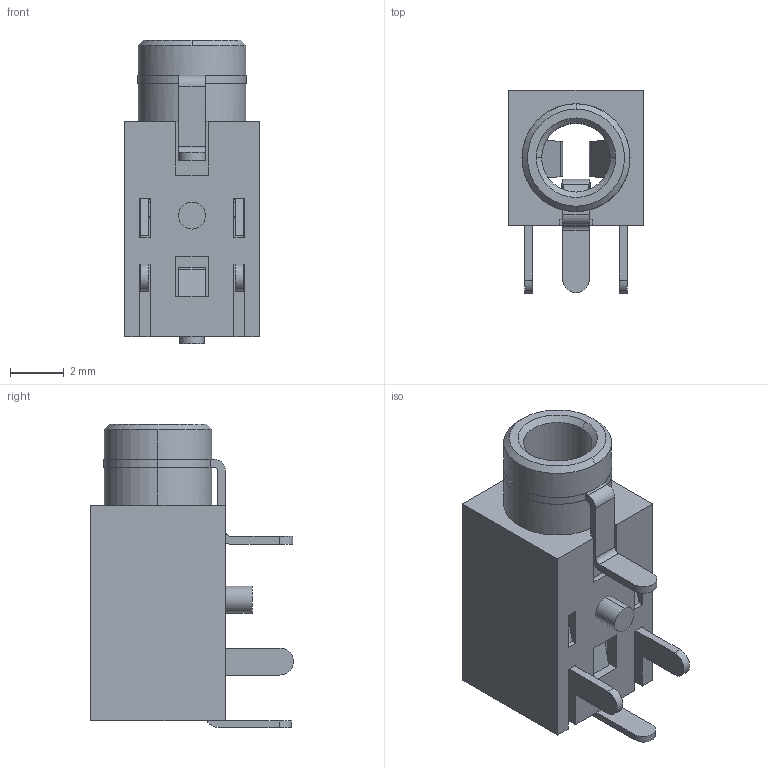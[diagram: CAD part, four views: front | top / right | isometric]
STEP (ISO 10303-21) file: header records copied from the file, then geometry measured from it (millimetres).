
FILE_DESCRIPTION (( 'STEP AP214' ), '1' );
FILE_NAME ('Same_Sky_SJ1-2503A.step', '2024-10-01T21:02:05', ( '' ), ( '' ), 'SwSTEP 2.0', 'SolidWorks 2024', '' );
FILE_SCHEMA (( 'AUTOMOTIVE_DESIGN' ));
Length unit declared in the file: inch
Products named in the file (1): Same_Sky_SJ1-2503A
Bounding box: 5 x 7.53 x 11.25 mm (x, y, z)
Volume: 138.7 mm3; surface area: 627.7 mm2
Topology: 1 solids, 1 shells, 218 faces, 608 edges, 385 vertices
Faces by surface type: plane 141, cylinder 50, bspline 23, cone 4
Entity records: 7582 total; most frequent: CARTESIAN_POINT 2035, ORIENTED_EDGE 1216, DIRECTION 1038, EDGE_CURVE 608, VECTOR 480, LINE 480, VERTEX_POINT 385, AXIS2_PLACEMENT_3D 279
